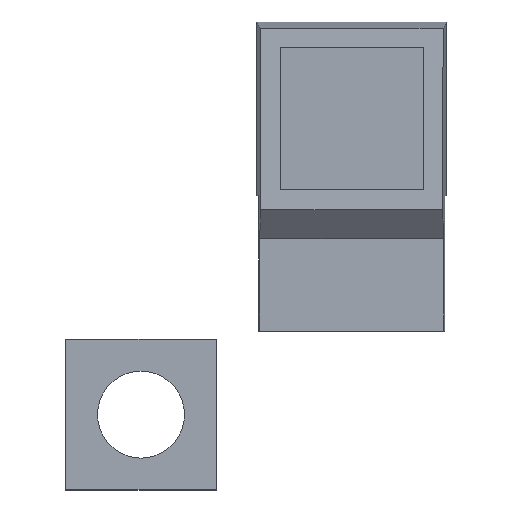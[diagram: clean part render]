
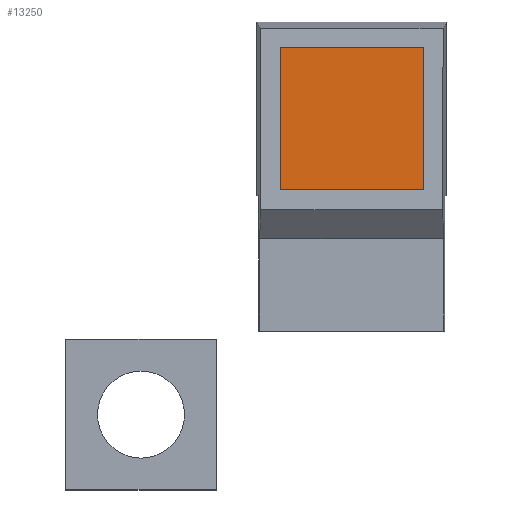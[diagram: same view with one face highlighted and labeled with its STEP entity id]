
A CAD part, top view. The second image highlights one B-rep face of the part: STEP entity #13250.
In plain terms, the highlighted planar face has unit normal (0, 0, 1).
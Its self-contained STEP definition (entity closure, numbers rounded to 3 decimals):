
#11990=CARTESIAN_POINT('',(-45.563,-41.,5.));
#12000=VERTEX_POINT('',#11990);
#12080=CARTESIAN_POINT('',(-45.563,44.,5.));
#12090=VERTEX_POINT('',#12080);
#12120=CARTESIAN_POINT('',(-45.563,0.,5.));
#12130=DIRECTION('',(0.,1.,-0.));
#12140=VECTOR('',#12130,1.);
#12150=LINE('',#12120,#12140);
#12160=EDGE_CURVE('',#12000,#12090,#12150,.T.);
#12260=CARTESIAN_POINT('',(0.,-41.,5.));
#12270=DIRECTION('',(1.,-0.,-0.));
#12280=VECTOR('',#12270,1.);
#12290=LINE('',#12260,#12280);
#12300=CARTESIAN_POINT('',(45.563,-41.,5.));
#12310=VERTEX_POINT('',#12300);
#12320=EDGE_CURVE('',#12000,#12310,#12290,.T.);
#12540=CARTESIAN_POINT('',(45.563,44.,5.));
#12550=VERTEX_POINT('',#12540);
#12580=CARTESIAN_POINT('',(43.,44.,5.));
#12590=DIRECTION('',(0.,0.,-1.));
#12600=DIRECTION('',(0.,1.,0.));
#12610=AXIS2_PLACEMENT_3D('',#12580,#12590,#12600);
#12620=CIRCLE('',#12610,2.563);
#12630=CARTESIAN_POINT('',(43.,46.563,5.));
#12640=VERTEX_POINT('',#12630);
#12650=EDGE_CURVE('',#12640,#12550,#12620,.T.);
#12830=CARTESIAN_POINT('',(-43.,46.563,5.));
#12840=DIRECTION('',(1.,0.,0.));
#12850=VECTOR('',#12840,86.);
#12860=LINE('',#12830,#12850);
#12870=CARTESIAN_POINT('',(-43.,46.563,5.));
#12880=VERTEX_POINT('',#12870);
#12890=EDGE_CURVE('',#12880,#12640,#12860,.T.);
#13010=CARTESIAN_POINT('',(0.,0.,5.));
#13020=DIRECTION('',(0.,0.,1.));
#13030=DIRECTION('',(1.,0.,0.));
#13040=AXIS2_PLACEMENT_3D('',#13010,#13020,#13030);
#13050=PLANE('',#13040);
#13060=CARTESIAN_POINT('',(45.563,0.,5.));
#13070=DIRECTION('',(0.,-1.,0.));
#13080=VECTOR('',#13070,1.);
#13090=LINE('',#13060,#13080);
#13100=EDGE_CURVE('',#12550,#12310,#13090,.T.);
#13110=ORIENTED_EDGE('',*,*,#13100,.F.);
#13120=ORIENTED_EDGE('',*,*,#12320,.T.);
#13130=ORIENTED_EDGE('',*,*,#12160,.F.);
#13140=CARTESIAN_POINT('',(-43.,44.,5.));
#13150=DIRECTION('',(0.,0.,-1.));
#13160=DIRECTION('',(-1.,0.,0.));
#13170=AXIS2_PLACEMENT_3D('',#13140,#13150,#13160);
#13180=CIRCLE('',#13170,2.563);
#13190=EDGE_CURVE('',#12090,#12880,#13180,.T.);
#13200=ORIENTED_EDGE('',*,*,#13190,.F.);
#13210=ORIENTED_EDGE('',*,*,#12890,.F.);
#13220=ORIENTED_EDGE('',*,*,#12650,.F.);
#13230=EDGE_LOOP('',(#13220,#13210,#13200,#13130,#13120,#13110));
#13240=FACE_OUTER_BOUND('',#13230,.T.);
#13250=ADVANCED_FACE('',(#13240),#13050,.T.);
